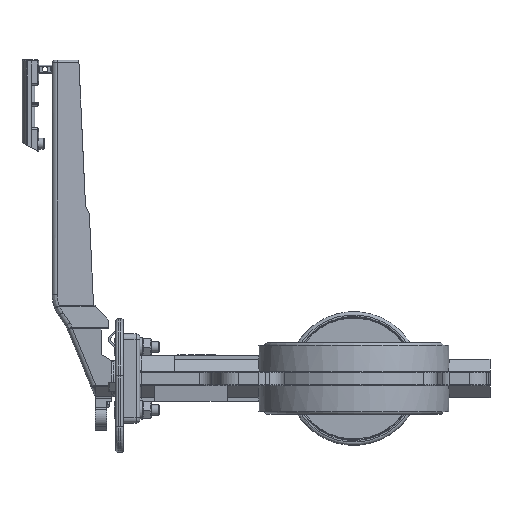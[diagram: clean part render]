
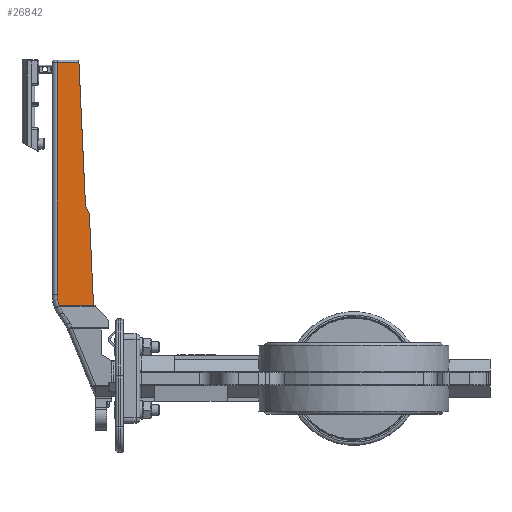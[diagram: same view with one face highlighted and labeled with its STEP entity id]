
A CAD part, left-side view. The second image highlights one B-rep face of the part: STEP entity #26842.
In plain terms, the highlighted planar face has unit normal (-1, 0, 0.021).
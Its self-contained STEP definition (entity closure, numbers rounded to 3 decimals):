
#26664=CARTESIAN_POINT('',(-13.541,215.911,248.041));
#26665=VERTEX_POINT('',#26664);
#26683=CARTESIAN_POINT('',(-13.541,233.,248.041));
#26684=VERTEX_POINT('',#26683);
#26692=CARTESIAN_POINT('',(-13.541,233.,248.041));
#26693=DIRECTION('',(0.0,-1.0,0.0));
#26694=VECTOR('',#26693,17.089);
#26695=LINE('',#26692,#26694);
#26696=EDGE_CURVE('',#26684,#26665,#26695,.T.);
#26779=CARTESIAN_POINT('',(-13.5,237.,250.));
#26780=DIRECTION('',(1.,0.,-0.021));
#26781=DIRECTION('',(-0.021,0.0,-1.));
#26782=AXIS2_PLACEMENT_3D('',#26779,#26780,#26781);
#26783=PLANE('',#26782);
#26784=ORIENTED_EDGE('',*,*,#26696,.F.);
#26785=CARTESIAN_POINT('',(-17.308,233.0,66.277));
#26786=VERTEX_POINT('',#26785);
#26787=CARTESIAN_POINT('',(-17.308,233.0,66.277));
#26788=DIRECTION('',(0.021,0.0,1.));
#26789=VECTOR('',#26788,181.804);
#26790=LINE('',#26787,#26789);
#26791=EDGE_CURVE('',#26786,#26684,#26790,.T.);
#26792=ORIENTED_EDGE('',*,*,#26791,.F.);
#26793=CARTESIAN_POINT('',(-17.497,231.342,57.14));
#26794=VERTEX_POINT('',#26793);
#26795=CARTESIAN_POINT('',(-17.308,207.0,66.277));
#26796=DIRECTION('',(1.,0.,-0.021));
#26797=DIRECTION('',(-0.021,0.,-1.));
#26798=AXIS2_PLACEMENT_3D('',#26795,#26796,#26797);
#26799=ELLIPSE('',#26798,26.006,26.);
#26800=EDGE_CURVE('',#26794,#26786,#26799,.T.);
#26801=ORIENTED_EDGE('',*,*,#26800,.F.);
#26802=CARTESIAN_POINT('',(-17.497,203.283,57.14));
#26803=VERTEX_POINT('',#26802);
#26804=CARTESIAN_POINT('',(-17.497,203.283,57.14));
#26805=DIRECTION('',(0.0,1.0,0.0));
#26806=VECTOR('',#26805,28.058);
#26807=LINE('',#26804,#26806);
#26808=EDGE_CURVE('',#26803,#26794,#26807,.T.);
#26809=ORIENTED_EDGE('',*,*,#26808,.F.);
#26810=CARTESIAN_POINT('',(-17.471,204.5,58.407));
#26811=VERTEX_POINT('',#26810);
#26812=CARTESIAN_POINT('',(-17.471,204.5,58.407));
#26813=DIRECTION('',(-0.015,-0.692,-0.721));
#26814=VECTOR('',#26813,1.757);
#26815=LINE('',#26812,#26814);
#26816=EDGE_CURVE('',#26811,#26803,#26815,.T.);
#26817=ORIENTED_EDGE('',*,*,#26816,.F.);
#26818=CARTESIAN_POINT('',(-15.997,207.747,129.5));
#26819=VERTEX_POINT('',#26818);
#26820=CARTESIAN_POINT('',(-15.997,207.747,129.5));
#26821=DIRECTION('',(-0.021,-0.046,-0.999));
#26822=VECTOR('',#26821,71.182);
#26823=LINE('',#26820,#26822);
#26824=EDGE_CURVE('',#26819,#26811,#26823,.T.);
#26825=ORIENTED_EDGE('',*,*,#26824,.F.);
#26826=CARTESIAN_POINT('',(-15.883,210.747,135.));
#26827=VERTEX_POINT('',#26826);
#26828=CARTESIAN_POINT('',(-15.883,210.747,135.));
#26829=DIRECTION('',(-0.018,-0.479,-0.878));
#26830=VECTOR('',#26829,6.266);
#26831=LINE('',#26828,#26830);
#26832=EDGE_CURVE('',#26827,#26819,#26831,.T.);
#26833=ORIENTED_EDGE('',*,*,#26832,.F.);
#26834=CARTESIAN_POINT('',(-13.541,215.911,248.041));
#26835=DIRECTION('',(-0.021,-0.046,-0.999));
#26836=VECTOR('',#26835,113.184);
#26837=LINE('',#26834,#26836);
#26838=EDGE_CURVE('',#26665,#26827,#26837,.T.);
#26839=ORIENTED_EDGE('',*,*,#26838,.F.);
#26840=EDGE_LOOP('',(#26784,#26792,#26801,#26809,#26817,#26825,#26833,#26839));
#26841=FACE_OUTER_BOUND('',#26840,.T.);
#26842=ADVANCED_FACE('',(#26841),#26783,.F.);
